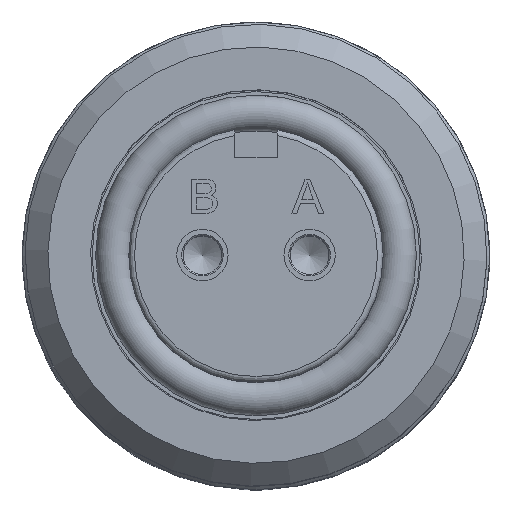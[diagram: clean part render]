
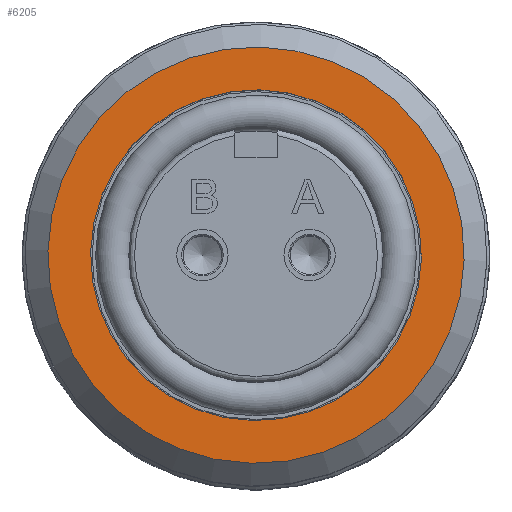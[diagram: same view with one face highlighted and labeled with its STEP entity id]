
A CAD part, top view. The second image highlights one B-rep face of the part: STEP entity #6205.
In plain terms, the highlighted planar face has unit normal (0, 0, 1).
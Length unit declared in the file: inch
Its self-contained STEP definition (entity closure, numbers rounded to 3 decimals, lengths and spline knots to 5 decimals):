
#324=FACE_BOUND('',#1651,.T.);
#593=CIRCLE('',#6915,0.365);
#594=CIRCLE('',#6917,0.29);
#1094=FACE_OUTER_BOUND('',#1650,.T.);
#1650=EDGE_LOOP('',(#5224));
#1651=EDGE_LOOP('',(#5225));
#2928=VERTEX_POINT('',#11586);
#2929=VERTEX_POINT('',#11589);
#3694=EDGE_CURVE('',#2928,#2928,#593,.T.);
#3695=EDGE_CURVE('',#2929,#2929,#594,.T.);
#5224=ORIENTED_EDGE('',*,*,#3694,.F.);
#5225=ORIENTED_EDGE('',*,*,#3695,.T.);
#5463=PLANE('',#6916);
#6205=ADVANCED_FACE('',(#1094,#324),#5463,.F.);
#6915=AXIS2_PLACEMENT_3D('',#11587,#8626,#8627);
#6916=AXIS2_PLACEMENT_3D('',#11588,#8628,#8629);
#6917=AXIS2_PLACEMENT_3D('',#11590,#8630,#8631);
#8626=DIRECTION('center_axis',(0.,0.,
-1.));
#8627=DIRECTION('ref_axis',(-0.931,0.364,0.));
#8628=DIRECTION('center_axis',(0.,0.,
-1.));
#8629=DIRECTION('ref_axis',(-0.931,0.364,0.));
#8630=DIRECTION('center_axis',(0.,0.,
-1.));
#8631=DIRECTION('ref_axis',(0.931,-0.364,0.));
#11586=CARTESIAN_POINT('',(0.33995,-0.13288,-0.168));
#11587=CARTESIAN_POINT('Origin',(0.,0.,
-0.168));
#11588=CARTESIAN_POINT('Origin',(0.,0.,
-0.168));
#11589=CARTESIAN_POINT('',(0.2701,-0.10558,-0.168));
#11590=CARTESIAN_POINT('Origin',(0.,0.,
-0.168));
